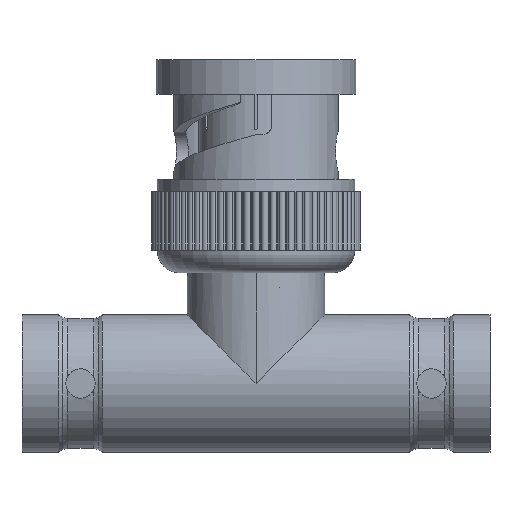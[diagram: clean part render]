
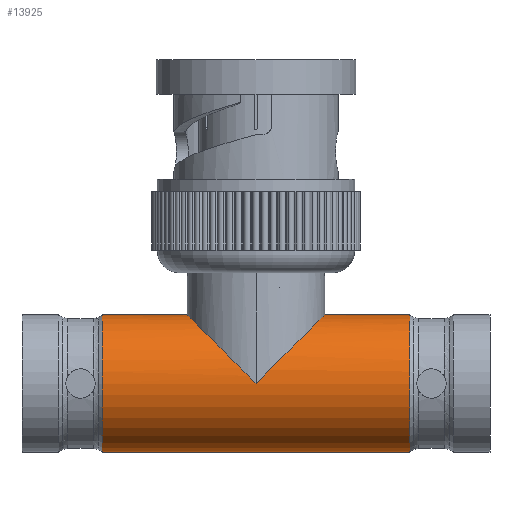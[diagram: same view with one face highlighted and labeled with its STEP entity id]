
A CAD part, left-side view. The second image highlights one B-rep face of the part: STEP entity #13925.
In plain terms, the highlighted cylindrical face has radius 4.763 mm (diameter 9.525 mm), a partial arc.
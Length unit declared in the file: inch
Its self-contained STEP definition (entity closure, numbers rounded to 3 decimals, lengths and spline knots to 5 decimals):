
#235 = LINE ( 'NONE', #5953, #7558 ) ;
#295 = LINE ( 'NONE', #4891, #12169 ) ;
#415 = ORIENTED_EDGE ( 'NONE', *, *, #9895, .T. ) ;
#1091 = EDGE_CURVE ( 'NONE', #10471, #13591, #13999, .T. ) ;
#1902 = CARTESIAN_POINT ( 'NONE',  ( 0., 0.2175, 0. ) ) ;
#2441 =( BOUNDED_CURVE ( )  B_SPLINE_CURVE ( 3, ( #6344, #3726, #7181, #11766 ),
 .UNSPECIFIED., .F., .F. ) 
 B_SPLINE_CURVE_WITH_KNOTS ( ( 4, 4 ),
 ( 4.71239, 6.28319 ),
 .UNSPECIFIED. ) 
 CURVE ( )  GEOMETRIC_REPRESENTATION_ITEM ( )  RATIONAL_B_SPLINE_CURVE ( ( 1., 0.805, 0.805, 1. ) ) 
 REPRESENTATION_ITEM ( '' )  );
#2465 = ORIENTED_EDGE ( 'NONE', *, *, #1091, .F. ) ;
#2507 = CARTESIAN_POINT ( 'NONE',  ( -0.1875, 0.10983, 0.10983 ) ) ;
#3072 = DIRECTION ( 'NONE',  ( 0., -1., 0. ) ) ;
#3112 = DIRECTION ( 'NONE',  ( 0., 0., -1. ) ) ;
#3125 = CARTESIAN_POINT ( 'NONE',  ( -0.1875, 0., 0. ) ) ;
#3174 = DIRECTION ( 'NONE',  ( 0., -1., 0. ) ) ;
#3726 = CARTESIAN_POINT ( 'NONE',  ( -0.1875, -0.10983, 0.10983 ) ) ;
#3903 = ORIENTED_EDGE ( 'NONE', *, *, #12402, .F. ) ;
#4038 = LINE ( 'NONE', #4103, #11605 ) ;
#4098 = ORIENTED_EDGE ( 'NONE', *, *, #8526, .T. ) ;
#4103 = CARTESIAN_POINT ( 'NONE',  ( 0., 0.2175, -0.1875 ) ) ;
#4174 = DIRECTION ( 'NONE',  ( 0., -1., 0. ) ) ;
#4284 = AXIS2_PLACEMENT_3D ( 'NONE', #5439, #5515, #3112 ) ;
#4592 = AXIS2_PLACEMENT_3D ( 'NONE', #1902, #3174, #14359 ) ;
#4701 = AXIS2_PLACEMENT_3D ( 'NONE', #14236, #3072, #11024 ) ;
#4774 = CARTESIAN_POINT ( 'NONE',  ( 0., 0.1875, 0.1875 ) ) ;
#4891 = CARTESIAN_POINT ( 'NONE',  ( 0., 0.2175, 0.1875 ) ) ;
#5357 = FACE_OUTER_BOUND ( 'NONE', #13766, .T. ) ;
#5439 = CARTESIAN_POINT ( 'NONE',  ( 0., -0.42, 0. ) ) ;
#5515 = DIRECTION ( 'NONE',  ( 0., -1., 0. ) ) ;
#5662 = CARTESIAN_POINT ( 'NONE',  ( 0., 0.42, 0.1875 ) ) ;
#5953 = CARTESIAN_POINT ( 'NONE',  ( 0., 0.2175, 0.1875 ) ) ;
#6021 = CARTESIAN_POINT ( 'NONE',  ( 0., -0.42, 0.1875 ) ) ;
#6344 = CARTESIAN_POINT ( 'NONE',  ( -0.1875, 0., 0. ) ) ;
#6506 = EDGE_CURVE ( 'NONE', #12581, #10471, #235, .T. ) ;
#6932 = CARTESIAN_POINT ( 'NONE',  ( -0.1875, 0., 0. ) ) ;
#7181 = CARTESIAN_POINT ( 'NONE',  ( -0.10983, -0.1875, 0.1875 ) ) ;
#7277 = VERTEX_POINT ( 'NONE', #9891 ) ;
#7558 = VECTOR ( 'NONE', #11740, 39.37008 ) ;
#8045 = VERTEX_POINT ( 'NONE', #6021 ) ;
#8526 = EDGE_CURVE ( 'NONE', #12581, #12478, #11652, .T. ) ;
#8883 = CYLINDRICAL_SURFACE ( 'NONE', #4592, 0.1875 ) ;
#8896 = CARTESIAN_POINT ( 'NONE',  ( 0., 0.42, -0.1875 ) ) ;
#9464 = DIRECTION ( 'NONE',  ( 0., -1., 0. ) ) ;
#9891 = CARTESIAN_POINT ( 'NONE',  ( 0., -0.1875, 0.1875 ) ) ;
#9895 = EDGE_CURVE ( 'NONE', #12478, #12898, #4038, .T. ) ;
#10381 = ORIENTED_EDGE ( 'NONE', *, *, #14846, .F. ) ;
#10471 = VERTEX_POINT ( 'NONE', #11210 ) ;
#10492 = ORIENTED_EDGE ( 'NONE', *, *, #14124, .F. ) ;
#11024 = DIRECTION ( 'NONE',  ( 0., 0., -1. ) ) ;
#11210 = CARTESIAN_POINT ( 'NONE',  ( 0., 0.1875, 0.1875 ) ) ;
#11605 = VECTOR ( 'NONE', #4174, 39.37008 ) ;
#11652 = CIRCLE ( 'NONE', #4701, 0.1875 ) ;
#11704 = CIRCLE ( 'NONE', #4284, 0.1875 ) ;
#11740 = DIRECTION ( 'NONE',  ( 0., -1., 0. ) ) ;
#11766 = CARTESIAN_POINT ( 'NONE',  ( 0., -0.1875, 0.1875 ) ) ;
#12169 = VECTOR ( 'NONE', #9464, 39.37008 ) ;
#12402 = EDGE_CURVE ( 'NONE', #13591, #7277, #2441, .T. ) ;
#12478 = VERTEX_POINT ( 'NONE', #8896 ) ;
#12581 = VERTEX_POINT ( 'NONE', #5662 ) ;
#12898 = VERTEX_POINT ( 'NONE', #13724 ) ;
#13591 = VERTEX_POINT ( 'NONE', #3125 ) ;
#13724 = CARTESIAN_POINT ( 'NONE',  ( 0., -0.42, -0.1875 ) ) ;
#13766 = EDGE_LOOP ( 'NONE', ( #13803, #4098, #415, #10381, #10492, #3903, #2465 ) ) ;
#13803 = ORIENTED_EDGE ( 'NONE', *, *, #6506, .F. ) ;
#13900 = CARTESIAN_POINT ( 'NONE',  ( -0.10983, 0.1875, 0.1875 ) ) ;
#13925 = ADVANCED_FACE ( 'NONE', ( #5357 ), #8883, .T. ) ;
#13999 =( BOUNDED_CURVE ( )  B_SPLINE_CURVE ( 3, ( #4774, #13900, #2507, #6932 ),
 .UNSPECIFIED., .F., .F. ) 
 B_SPLINE_CURVE_WITH_KNOTS ( ( 4, 4 ),
 ( 0., 1.5708 ),
 .UNSPECIFIED. ) 
 CURVE ( )  GEOMETRIC_REPRESENTATION_ITEM ( )  RATIONAL_B_SPLINE_CURVE ( ( 1., 0.805, 0.805, 1. ) ) 
 REPRESENTATION_ITEM ( '' )  );
#14124 = EDGE_CURVE ( 'NONE', #7277, #8045, #295, .T. ) ;
#14236 = CARTESIAN_POINT ( 'NONE',  ( 0., 0.42, 0. ) ) ;
#14359 = DIRECTION ( 'NONE',  ( 0., 0., -1. ) ) ;
#14846 = EDGE_CURVE ( 'NONE', #8045, #12898, #11704, .T. ) ;
